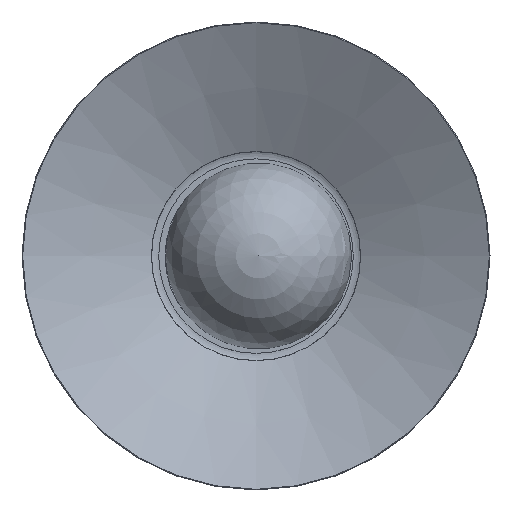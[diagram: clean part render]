
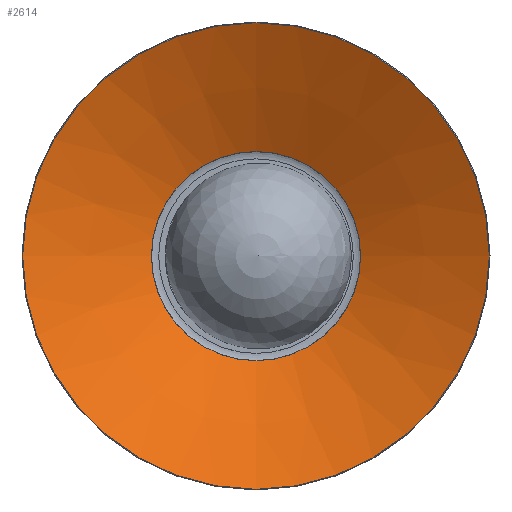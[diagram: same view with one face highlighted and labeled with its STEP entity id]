
A CAD part, top view. The second image highlights one B-rep face of the part: STEP entity #2614.
In plain terms, the highlighted conical face has half-angle 62.5 degrees and reference radius 67.167 mm.
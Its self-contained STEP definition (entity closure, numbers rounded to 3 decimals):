
#114=CONICAL_SURFACE('',#2952,67.167,1.091);
#1233=ORIENTED_EDGE('',*,*,#1572,.T.);
#1234=ORIENTED_EDGE('',*,*,#1584,.F.);
#1572=EDGE_CURVE('',#1817,#1817,#1943,.T.);
#1584=EDGE_CURVE('',#1829,#1829,#1955,.T.);
#1817=VERTEX_POINT('',#4636);
#1829=VERTEX_POINT('',#4672);
#1943=CIRCLE('',#2927,150.);
#1955=CIRCLE('',#2951,67.167);
#2167=EDGE_LOOP('',(#1233));
#2168=EDGE_LOOP('',(#1234));
#2380=FACE_BOUND('',#2167,.T.);
#2381=FACE_BOUND('',#2168,.T.);
#2614=ADVANCED_FACE('',(#2380,#2381),#114,.F.);
#2927=AXIS2_PLACEMENT_3D('',#4635,#3661,#3662);
#2951=AXIS2_PLACEMENT_3D('',#4671,#3709,#3710);
#2952=AXIS2_PLACEMENT_3D('',#4673,#3711,#3712);
#3661=DIRECTION('',(0.,0.,-1.));
#3662=DIRECTION('',(-1.,0.,0.));
#3709=DIRECTION('',(0.,0.,-1.));
#3710=DIRECTION('',(-1.,0.,0.));
#3711=DIRECTION('',(0.,0.,-1.));
#3712=DIRECTION('',(-1.,0.,0.));
#4635=CARTESIAN_POINT('',(0.,0.,0.));
#4636=CARTESIAN_POINT('',(-150.,0.,0.));
#4671=CARTESIAN_POINT('',(0.,0.,43.12));
#4672=CARTESIAN_POINT('',(-67.167,0.,43.12));
#4673=CARTESIAN_POINT('',(0.,0.,43.12));
